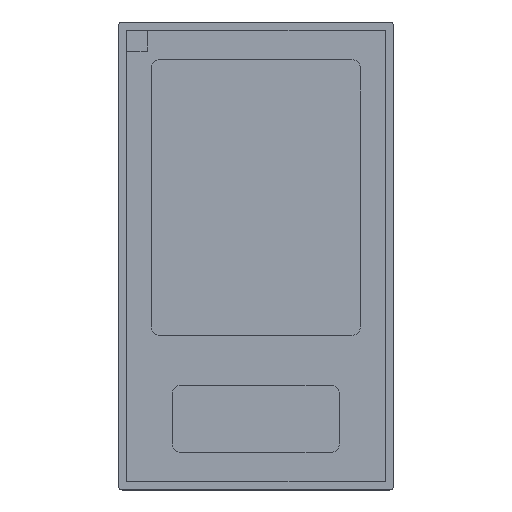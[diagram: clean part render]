
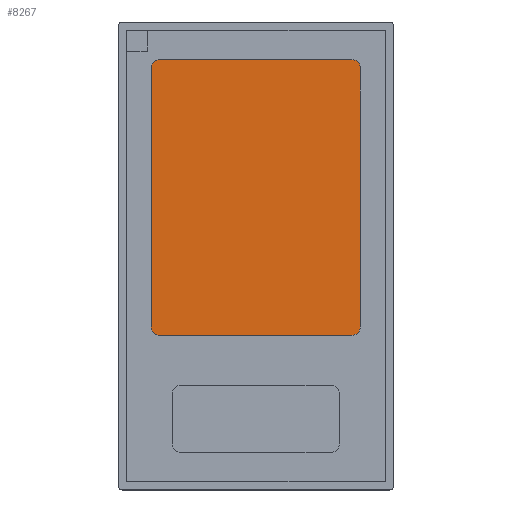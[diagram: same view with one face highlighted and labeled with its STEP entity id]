
A CAD part, top view. The second image highlights one B-rep face of the part: STEP entity #8267.
In plain terms, the highlighted planar face has unit normal (0, 0, 1).
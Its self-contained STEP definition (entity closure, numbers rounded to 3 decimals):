
#506=PLANE('',#9064);
#906=FACE_OUTER_BOUND('',#1398,.T.);
#1398=EDGE_LOOP('',(#6056,#6057,#6058,#6059,#6060,#6061,#6062,#6063));
#1947=LINE('',#11507,#2860);
#1951=LINE('',#11519,#2864);
#1955=LINE('',#11531,#2868);
#1959=LINE('',#11543,#2872);
#2860=VECTOR('',#9694,10.);
#2864=VECTOR('',#9706,10.);
#2868=VECTOR('',#9718,10.);
#2872=VECTOR('',#9730,10.);
#3720=CIRCLE('',#9051,0.1);
#3722=CIRCLE('',#9055,0.1);
#3724=CIRCLE('',#9059,0.1);
#3726=CIRCLE('',#9063,0.1);
#3833=VERTEX_POINT('',#11504);
#3834=VERTEX_POINT('',#11506);
#3836=VERTEX_POINT('',#11512);
#3838=VERTEX_POINT('',#11518);
#3840=VERTEX_POINT('',#11524);
#3842=VERTEX_POINT('',#11530);
#3844=VERTEX_POINT('',#11536);
#3846=VERTEX_POINT('',#11542);
#4685=EDGE_CURVE('',#3834,#3833,#1947,.T.);
#4688=EDGE_CURVE('',#3836,#3834,#3720,.T.);
#4691=EDGE_CURVE('',#3838,#3836,#1951,.T.);
#4694=EDGE_CURVE('',#3840,#3838,#3722,.T.);
#4697=EDGE_CURVE('',#3842,#3840,#1955,.T.);
#4700=EDGE_CURVE('',#3844,#3842,#3724,.T.);
#4703=EDGE_CURVE('',#3846,#3844,#1959,.T.);
#4706=EDGE_CURVE('',#3833,#3846,#3726,.T.);
#6056=ORIENTED_EDGE('',*,*,#4706,.T.);
#6057=ORIENTED_EDGE('',*,*,#4703,.T.);
#6058=ORIENTED_EDGE('',*,*,#4700,.T.);
#6059=ORIENTED_EDGE('',*,*,#4697,.T.);
#6060=ORIENTED_EDGE('',*,*,#4694,.T.);
#6061=ORIENTED_EDGE('',*,*,#4691,.T.);
#6062=ORIENTED_EDGE('',*,*,#4688,.T.);
#6063=ORIENTED_EDGE('',*,*,#4685,.T.);
#8267=ADVANCED_FACE('',(#906),#506,.T.);
#9051=AXIS2_PLACEMENT_3D('',#11513,#9700,#9701);
#9055=AXIS2_PLACEMENT_3D('',#11525,#9712,#9713);
#9059=AXIS2_PLACEMENT_3D('',#11537,#9724,#9725);
#9063=AXIS2_PLACEMENT_3D('',#11547,#9736,#9737);
#9064=AXIS2_PLACEMENT_3D('',#11548,#9738,#9739);
#9694=DIRECTION('',(0.,-1.,0.));
#9700=DIRECTION('center_axis',(0.,0.,1.));
#9701=DIRECTION('ref_axis',(0.,1.,0.));
#9706=DIRECTION('',(-1.,0.,0.));
#9712=DIRECTION('center_axis',(0.,0.,1.));
#9713=DIRECTION('ref_axis',(1.,0.,0.));
#9718=DIRECTION('',(0.,1.,0.));
#9724=DIRECTION('center_axis',(0.,0.,1.));
#9725=DIRECTION('ref_axis',(0.,-1.,0.));
#9730=DIRECTION('',(1.,0.,0.));
#9736=DIRECTION('center_axis',(0.,0.,1.));
#9737=DIRECTION('ref_axis',(-1.,0.,0.));
#9738=DIRECTION('center_axis',(0.,0.,1.));
#9739=DIRECTION('ref_axis',(1.,0.,0.));
#11504=CARTESIAN_POINT('',(-1.25,-0.85,0.2));
#11506=CARTESIAN_POINT('',(-1.25,2.25,0.2));
#11507=CARTESIAN_POINT('',(-1.25,2.25,0.2));
#11512=CARTESIAN_POINT('',(-1.15,2.35,0.2));
#11513=CARTESIAN_POINT('Origin',(-1.15,2.25,0.2));
#11518=CARTESIAN_POINT('',(1.15,2.35,0.2));
#11519=CARTESIAN_POINT('',(1.15,2.35,0.2));
#11524=CARTESIAN_POINT('',(1.25,2.25,0.2));
#11525=CARTESIAN_POINT('Origin',(1.15,2.25,0.2));
#11530=CARTESIAN_POINT('',(1.25,-0.85,0.2));
#11531=CARTESIAN_POINT('',(1.25,-0.85,0.2));
#11536=CARTESIAN_POINT('',(1.15,-0.95,0.2));
#11537=CARTESIAN_POINT('Origin',(1.15,-0.85,0.2));
#11542=CARTESIAN_POINT('',(-1.15,-0.95,0.2));
#11543=CARTESIAN_POINT('',(-1.15,-0.95,0.2));
#11547=CARTESIAN_POINT('Origin',(-1.15,-0.85,0.2));
#11548=CARTESIAN_POINT('Origin',(0.,0.7,0.2));
